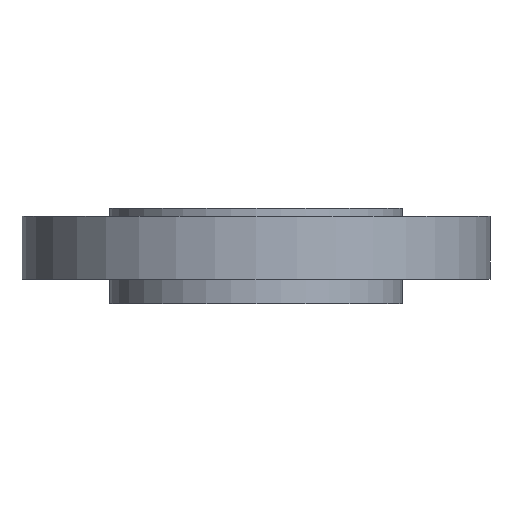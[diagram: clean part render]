
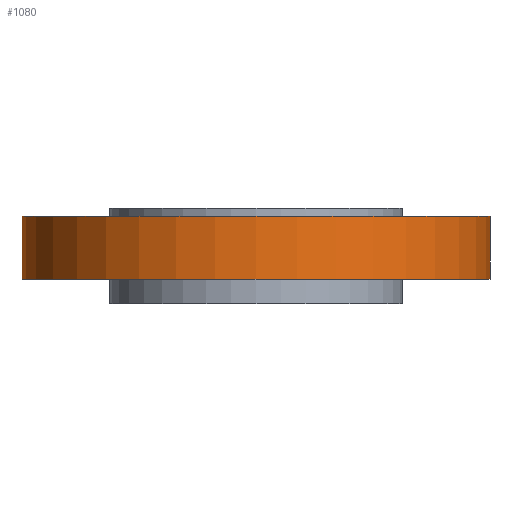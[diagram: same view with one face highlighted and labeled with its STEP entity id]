
A CAD part, front view. The second image highlights one B-rep face of the part: STEP entity #1080.
In plain terms, the highlighted cylindrical face has radius 177.8 mm (diameter 355.6 mm), a partial arc.
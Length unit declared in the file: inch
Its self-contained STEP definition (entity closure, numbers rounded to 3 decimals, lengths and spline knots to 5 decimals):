
#27 = VECTOR ( 'NONE', #1152, 39.37008 ) ;
#76 = DIRECTION ( 'NONE',  ( 0., 0., 1. ) ) ;
#117 = CARTESIAN_POINT ( 'NONE',  ( 7., 0., -2.13 ) ) ;
#146 = EDGE_CURVE ( 'NONE', #1149, #722, #878, .T. ) ;
#163 = CIRCLE ( 'NONE', #184, 7. ) ;
#172 = DIRECTION ( 'NONE',  ( 0., 0., 1. ) ) ;
#178 = CYLINDRICAL_SURFACE ( 'NONE', #1099, 7. ) ;
#184 = AXIS2_PLACEMENT_3D ( 'NONE', #1069, #1132, #763 ) ;
#276 = CARTESIAN_POINT ( 'NONE',  ( 0., 0., -21.92899 ) ) ;
#279 = EDGE_CURVE ( 'NONE', #337, #1149, #1044, .T. ) ;
#285 = ORIENTED_EDGE ( 'NONE', *, *, #146, .F. ) ;
#307 = EDGE_LOOP ( 'NONE', ( #285, #730, #1042, #512 ) ) ;
#337 = VERTEX_POINT ( 'NONE', #117 ) ;
#360 = FACE_OUTER_BOUND ( 'NONE', #307, .T. ) ;
#403 = CARTESIAN_POINT ( 'NONE',  ( 7., 0., -0.25 ) ) ;
#484 = CARTESIAN_POINT ( 'NONE',  ( 7., 0., -21.92899 ) ) ;
#489 = CARTESIAN_POINT ( 'NONE',  ( -7., 0., -21.92899 ) ) ;
#512 = ORIENTED_EDGE ( 'NONE', *, *, #1058, .F. ) ;
#564 = DIRECTION ( 'NONE',  ( 1., 0., 0. ) ) ;
#722 = VERTEX_POINT ( 'NONE', #883 ) ;
#727 = VERTEX_POINT ( 'NONE', #403 ) ;
#730 = ORIENTED_EDGE ( 'NONE', *, *, #279, .F. ) ;
#743 = AXIS2_PLACEMENT_3D ( 'NONE', #805, #912, #813 ) ;
#756 = LINE ( 'NONE', #484, #27 ) ;
#763 = DIRECTION ( 'NONE',  ( 1., 0., 0. ) ) ;
#786 = CARTESIAN_POINT ( 'NONE',  ( -7., 0., -2.13 ) ) ;
#805 = CARTESIAN_POINT ( 'NONE',  ( 0., 0., -2.13 ) ) ;
#813 = DIRECTION ( 'NONE',  ( 1., 0., 0. ) ) ;
#878 = LINE ( 'NONE', #489, #1142 ) ;
#883 = CARTESIAN_POINT ( 'NONE',  ( -7., 0., -0.25 ) ) ;
#912 = DIRECTION ( 'NONE',  ( 0., 0., -1. ) ) ;
#1010 = EDGE_CURVE ( 'NONE', #337, #727, #756, .T. ) ;
#1042 = ORIENTED_EDGE ( 'NONE', *, *, #1010, .T. ) ;
#1044 = CIRCLE ( 'NONE', #743, 7. ) ;
#1058 = EDGE_CURVE ( 'NONE', #722, #727, #163, .T. ) ;
#1069 = CARTESIAN_POINT ( 'NONE',  ( 0., 0., -0.25 ) ) ;
#1080 = ADVANCED_FACE ( 'NONE', ( #360 ), #178, .T. ) ;
#1099 = AXIS2_PLACEMENT_3D ( 'NONE', #276, #172, #564 ) ;
#1132 = DIRECTION ( 'NONE',  ( 0., 0., 1. ) ) ;
#1142 = VECTOR ( 'NONE', #76, 39.37008 ) ;
#1149 = VERTEX_POINT ( 'NONE', #786 ) ;
#1152 = DIRECTION ( 'NONE',  ( 0., 0., 1. ) ) ;
